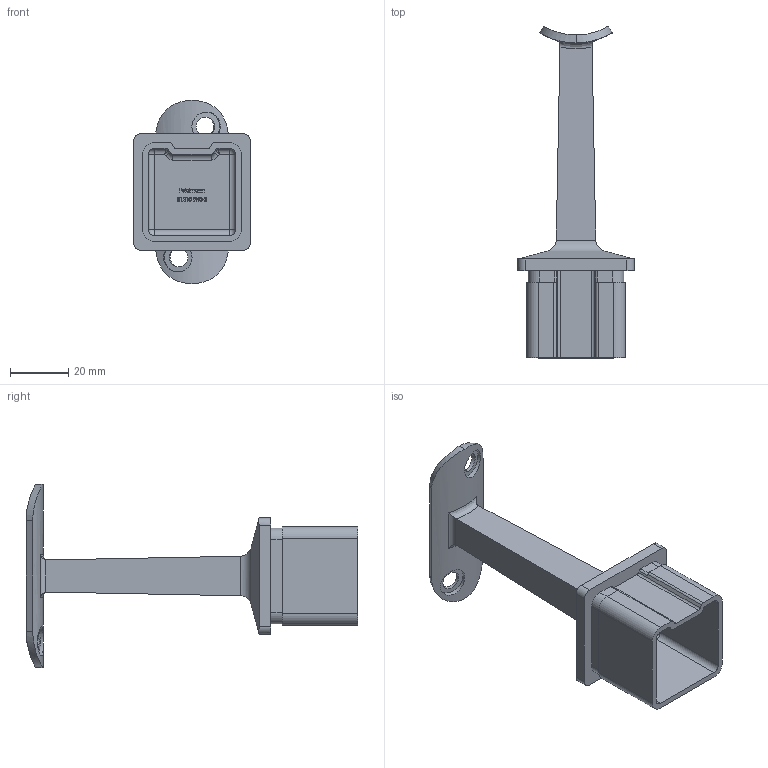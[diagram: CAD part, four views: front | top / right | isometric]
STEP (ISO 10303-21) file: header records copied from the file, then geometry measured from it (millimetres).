
FILE_DESCRIPTION (( 'STEP AP203' ), '1' );
FILE_NAME ('51210-240-3.STEP', '2021-12-09T11:48:57', ( '' ), ( '' ), 'SwSTEP 2.0', 'SolidWorks 2018', '' );
FILE_SCHEMA (( 'CONFIG_CONTROL_DESIGN' ));
Length unit declared in the file: millimetre
Products named in the file (2): 51210-240-3
Bounding box: 40 x 114.13 x 63 mm (x, y, z)
Volume: 31043.6 mm3; surface area: 17765.6 mm2
Topology: 1 solids, 1 shells, 334 faces, 882 edges, 574 vertices
Faces by surface type: plane 174, bspline 104, cylinder 50, sphere 4, torus 2
Full cylindrical faces by diameter (mm): 6.5 x2, 10 x2
Entity records: 16433 total; most frequent: CARTESIAN_POINT 8808, ORIENTED_EDGE 1744, DIRECTION 1160, EDGE_CURVE 872, VERTEX_POINT 574, LINE 564, VECTOR 564, EDGE_LOOP 372
